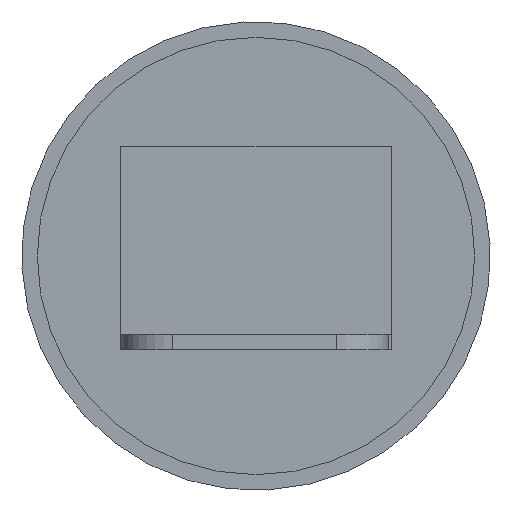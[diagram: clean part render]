
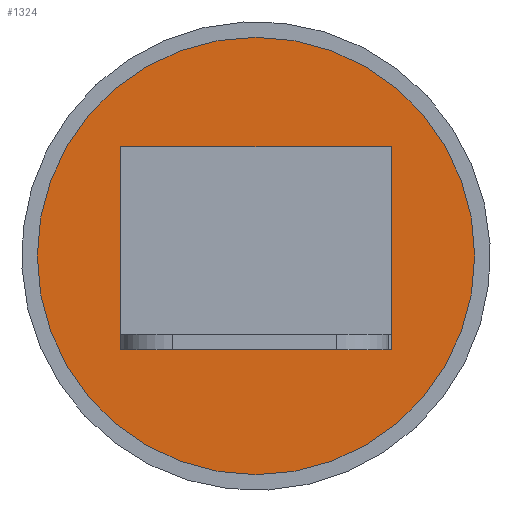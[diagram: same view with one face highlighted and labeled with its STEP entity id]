
A CAD part, front view. The second image highlights one B-rep face of the part: STEP entity #1324.
In plain terms, the highlighted planar face has unit normal (0, -1, 0).
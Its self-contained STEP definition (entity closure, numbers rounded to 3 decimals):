
#48 = CARTESIAN_POINT ( 'NONE',  ( 1.3, -8.2, -0.9 ) ) ;
#248 = DIRECTION ( 'NONE',  ( 0., 1., 0. ) ) ;
#275 = VERTEX_POINT ( 'NONE', #1759 ) ;
#297 = CARTESIAN_POINT ( 'NONE',  ( 0., -8.2, 2.1 ) ) ;
#394 = EDGE_CURVE ( 'NONE', #5080, #961, #6328, .T. ) ;
#506 = LINE ( 'NONE', #4757, #5671 ) ;
#649 = ORIENTED_EDGE ( 'NONE', *, *, #394, .F. ) ;
#809 = AXIS2_PLACEMENT_3D ( 'NONE', #3360, #248, #3881 ) ;
#826 = VERTEX_POINT ( 'NONE', #1649 ) ;
#855 = DIRECTION ( 'NONE',  ( 0., 0., 1. ) ) ;
#961 = VERTEX_POINT ( 'NONE', #2392 ) ;
#1026 = AXIS2_PLACEMENT_3D ( 'NONE', #5619, #4341, #1229 ) ;
#1229 = DIRECTION ( 'NONE',  ( 0., 0., 1. ) ) ;
#1324 = ADVANCED_FACE ( 'NONE', ( #5743, #2851 ), #4265, .F. ) ;
#1327 = EDGE_LOOP ( 'NONE', ( #2013, #6209 ) ) ;
#1649 = CARTESIAN_POINT ( 'NONE',  ( 0., -8.2, -2.1 ) ) ;
#1659 = EDGE_CURVE ( 'NONE', #275, #4628, #2422, .T. ) ;
#1667 = DIRECTION ( 'NONE',  ( 0., 1., 0. ) ) ;
#1742 = ORIENTED_EDGE ( 'NONE', *, *, #1659, .F. ) ;
#1759 = CARTESIAN_POINT ( 'NONE',  ( -1.3, -8.2, 1.05 ) ) ;
#1932 = EDGE_LOOP ( 'NONE', ( #5535, #649, #5525, #1742 ) ) ;
#1957 = DIRECTION ( 'NONE',  ( 0., 0., -1. ) ) ;
#2013 = ORIENTED_EDGE ( 'NONE', *, *, #3178, .F. ) ;
#2392 = CARTESIAN_POINT ( 'NONE',  ( 1.3, -8.2, 1.05 ) ) ;
#2422 = LINE ( 'NONE', #5051, #6044 ) ;
#2851 = FACE_OUTER_BOUND ( 'NONE', #1327, .T. ) ;
#2929 = EDGE_CURVE ( 'NONE', #826, #5339, #4514, .T. ) ;
#2962 = AXIS2_PLACEMENT_3D ( 'NONE', #3211, #1667, #5292 ) ;
#3134 = LINE ( 'NONE', #6188, #5704 ) ;
#3178 = EDGE_CURVE ( 'NONE', #5339, #826, #3219, .T. ) ;
#3211 = CARTESIAN_POINT ( 'NONE',  ( 0., -8.2, 0. ) ) ;
#3219 = CIRCLE ( 'NONE', #1026, 2.1 ) ;
#3230 = CARTESIAN_POINT ( 'NONE',  ( -1.3, -8.2, -0.9 ) ) ;
#3360 = CARTESIAN_POINT ( 'NONE',  ( 0., -8.2, 0. ) ) ;
#3529 = EDGE_CURVE ( 'NONE', #4628, #5080, #3134, .T. ) ;
#3875 = EDGE_CURVE ( 'NONE', #961, #275, #506, .T. ) ;
#3881 = DIRECTION ( 'NONE',  ( 0., 0., 1. ) ) ;
#3944 = CARTESIAN_POINT ( 'NONE',  ( 1.3, -8.2, 0. ) ) ;
#4265 = PLANE ( 'NONE',  #2962 ) ;
#4341 = DIRECTION ( 'NONE',  ( 0., 1., 0. ) ) ;
#4514 = CIRCLE ( 'NONE', #809, 2.1 ) ;
#4628 = VERTEX_POINT ( 'NONE', #3230 ) ;
#4757 = CARTESIAN_POINT ( 'NONE',  ( 0., -8.2, 1.05 ) ) ;
#4813 = VECTOR ( 'NONE', #855, 1000. ) ;
#5051 = CARTESIAN_POINT ( 'NONE',  ( -1.3, -8.2, 0. ) ) ;
#5080 = VERTEX_POINT ( 'NONE', #48 ) ;
#5237 = DIRECTION ( 'NONE',  ( -1., 0., 0. ) ) ;
#5292 = DIRECTION ( 'NONE',  ( 0., 0., 1. ) ) ;
#5339 = VERTEX_POINT ( 'NONE', #297 ) ;
#5525 = ORIENTED_EDGE ( 'NONE', *, *, #3529, .F. ) ;
#5535 = ORIENTED_EDGE ( 'NONE', *, *, #3875, .F. ) ;
#5619 = CARTESIAN_POINT ( 'NONE',  ( 0., -8.2, 0. ) ) ;
#5671 = VECTOR ( 'NONE', #5237, 1000. ) ;
#5704 = VECTOR ( 'NONE', #6682, 1000. ) ;
#5743 = FACE_BOUND ( 'NONE', #1932, .T. ) ;
#6044 = VECTOR ( 'NONE', #1957, 1000. ) ;
#6188 = CARTESIAN_POINT ( 'NONE',  ( 0., -8.2, -0.9 ) ) ;
#6209 = ORIENTED_EDGE ( 'NONE', *, *, #2929, .F. ) ;
#6328 = LINE ( 'NONE', #3944, #4813 ) ;
#6682 = DIRECTION ( 'NONE',  ( 1., 0., 0. ) ) ;
